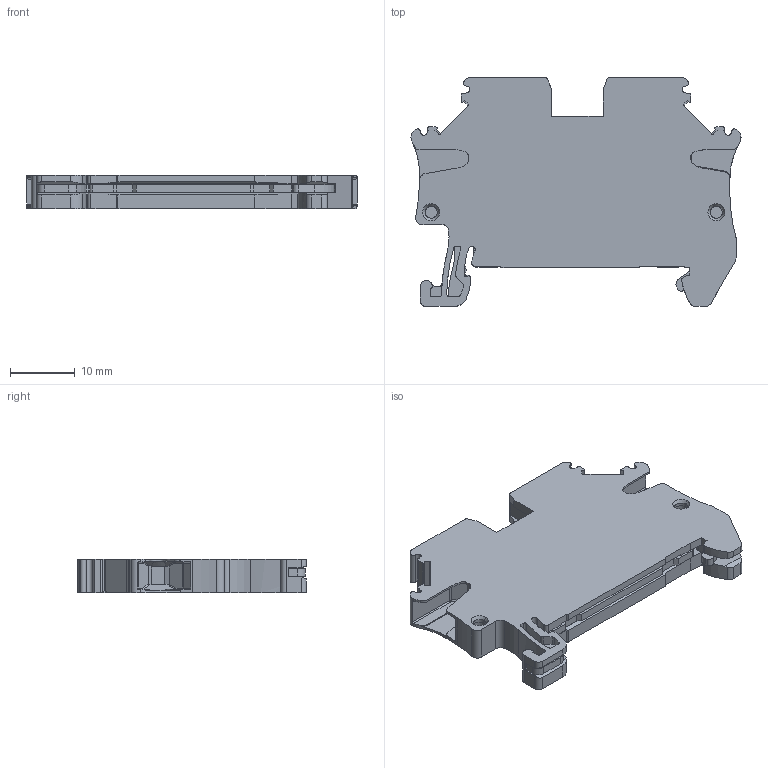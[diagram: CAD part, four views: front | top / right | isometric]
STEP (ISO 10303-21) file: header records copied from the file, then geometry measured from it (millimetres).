
FILE_DESCRIPTION((''),'2;1');
FILE_NAME('UJ6V-25JD','2024-08-27T',('Administrator'),(''),'PRO/ENGINEER BY PARAMETRIC TECHNOLOGY CORPORATION, 2013230','PRO/ENGINEER BY PARAMETRIC TECHNOLOGY CORPORATION, 2013230','');
FILE_SCHEMA(('CONFIG_CONTROL_DESIGN'));
Length unit declared in the file: millimetre
Products named in the file (1): UJ6V-25JD
Bounding box: 50.82 x 35.25 x 5.2 mm (x, y, z)
Volume: 5402.2 mm3; surface area: 6818 mm2
Topology: 1 solids, 2 shells, 739 faces, 2114 edges, 1382 vertices
Faces by surface type: plane 450, cylinder 237, cone 14, torus 14, bspline 12, sphere 8, extrusion 4
Entity records: 26415 total; most frequent: CARTESIAN_POINT 5237, ORIENTED_EDGE 4228, DIRECTION 3885, EDGE_CURVE 2114, VECTOR 1511, LINE 1507, VERTEX_POINT 1382, AXIS2_PLACEMENT_3D 1187
